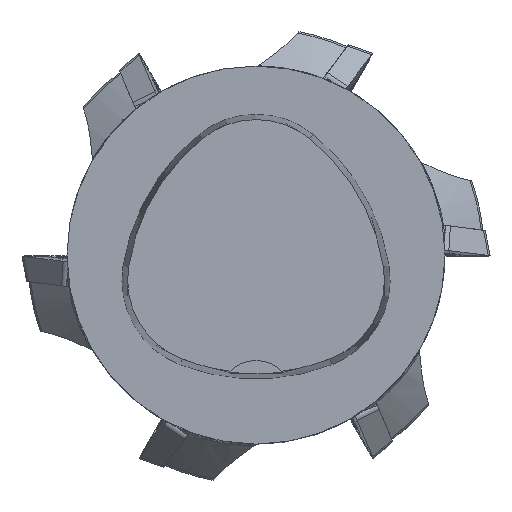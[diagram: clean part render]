
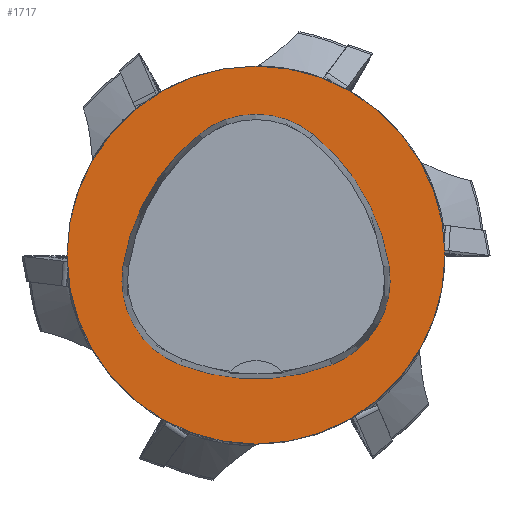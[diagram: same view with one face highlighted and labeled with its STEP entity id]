
A CAD part, top view. The second image highlights one B-rep face of the part: STEP entity #1717.
In plain terms, the highlighted planar face has unit normal (0, 0, 1).
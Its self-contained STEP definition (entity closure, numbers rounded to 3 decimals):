
#1717=ADVANCED_FACE('',(#2518,#2519),#2114,.T.);
#2114=PLANE('',#8030);
#2335=CIRCLE('',#8001,25.);
#2337=CIRCLE('',#8008,28.);
#2339=CIRCLE('',#8011,12.);
#2341=CIRCLE('',#8014,28.);
#2343=CIRCLE('',#8017,12.);
#2347=CIRCLE('',#8022,28.);
#2349=CIRCLE('',#8025,12.);
#2518=FACE_BOUND('',#2732,.T.);
#2519=FACE_BOUND('',#2733,.T.);
#2732=EDGE_LOOP('',(#3613,#3614,#3615,#3616,#3617,#3618));
#2733=EDGE_LOOP('',(#3619));
#3613=ORIENTED_EDGE('',*,*,#6487,.T.);
#3614=ORIENTED_EDGE('',*,*,#6467,.T.);
#3615=ORIENTED_EDGE('',*,*,#6471,.T.);
#3616=ORIENTED_EDGE('',*,*,#6474,.T.);
#3617=ORIENTED_EDGE('',*,*,#6477,.T.);
#3618=ORIENTED_EDGE('',*,*,#6485,.T.);
#3619=ORIENTED_EDGE('',*,*,#6457,.F.);
#5645=VERTEX_POINT('',#12420);
#5655=VERTEX_POINT('',#12441);
#5656=VERTEX_POINT('',#12442);
#5659=VERTEX_POINT('',#12450);
#5661=VERTEX_POINT('',#12456);
#5663=VERTEX_POINT('',#12462);
#5670=VERTEX_POINT('',#12483);
#6457=EDGE_CURVE('',#5645,#5645,#2335,.T.);
#6467=EDGE_CURVE('',#5655,#5656,#2337,.T.);
#6471=EDGE_CURVE('',#5656,#5659,#2339,.T.);
#6474=EDGE_CURVE('',#5659,#5661,#2341,.T.);
#6477=EDGE_CURVE('',#5661,#5663,#2343,.T.);
#6485=EDGE_CURVE('',#5663,#5670,#2347,.T.);
#6487=EDGE_CURVE('',#5670,#5655,#2349,.T.);
#8001=AXIS2_PLACEMENT_3D('',#12419,#9008,#9009);
#8008=AXIS2_PLACEMENT_3D('',#12440,#9026,#9027);
#8011=AXIS2_PLACEMENT_3D('',#12449,#9034,#9035);
#8014=AXIS2_PLACEMENT_3D('',#12455,#9041,#9042);
#8017=AXIS2_PLACEMENT_3D('',#12461,#9048,#9049);
#8022=AXIS2_PLACEMENT_3D('',#12484,#9060,#9061);
#8025=AXIS2_PLACEMENT_3D('',#12487,#9066,#9067);
#8030=AXIS2_PLACEMENT_3D('',#12492,#9076,#9077);
#9008=DIRECTION('',(0.,0.,-1.));
#9009=DIRECTION('',(-1.,0.,0.));
#9026=DIRECTION('',(0.,0.,-1.));
#9027=DIRECTION('',(-1.,0.,0.));
#9034=DIRECTION('',(0.,0.,-1.));
#9035=DIRECTION('',(-1.,0.,0.));
#9041=DIRECTION('',(0.,0.,-1.));
#9042=DIRECTION('',(-1.,0.,0.));
#9048=DIRECTION('',(0.,0.,-1.));
#9049=DIRECTION('',(-1.,0.,0.));
#9060=DIRECTION('',(0.,0.,-1.));
#9061=DIRECTION('',(-1.,0.,0.));
#9066=DIRECTION('',(0.,0.,-1.));
#9067=DIRECTION('',(-1.,0.,0.));
#9076=DIRECTION('',(0.,0.,1.));
#9077=DIRECTION('',(1.,0.,0.));
#12419=CARTESIAN_POINT('',(0.,0.,0.));
#12420=CARTESIAN_POINT('',(-25.,0.,0.));
#12440=CARTESIAN_POINT('',(10.068,-5.824,0.));
#12441=CARTESIAN_POINT('',(-17.584,-1.424,0.));
#12442=CARTESIAN_POINT('',(-7.531,15.953,0.));
#12449=CARTESIAN_POINT('',(0.011,6.62,0.));
#12450=CARTESIAN_POINT('',(7.567,15.942,0.));
#12455=CARTESIAN_POINT('',(-10.063,-5.81,0.));
#12456=CARTESIAN_POINT('',(17.59,-1.418,0.));
#12461=CARTESIAN_POINT('',(5.739,-3.3,0.));
#12462=CARTESIAN_POINT('',(10.05,-14.499,0.));
#12483=CARTESIAN_POINT('',(-10.025,-14.516,0.));
#12484=CARTESIAN_POINT('',(-0.01,11.631,0.));
#12487=CARTESIAN_POINT('',(-5.733,-3.31,0.));
#12492=CARTESIAN_POINT('',(0.,0.,0.));
